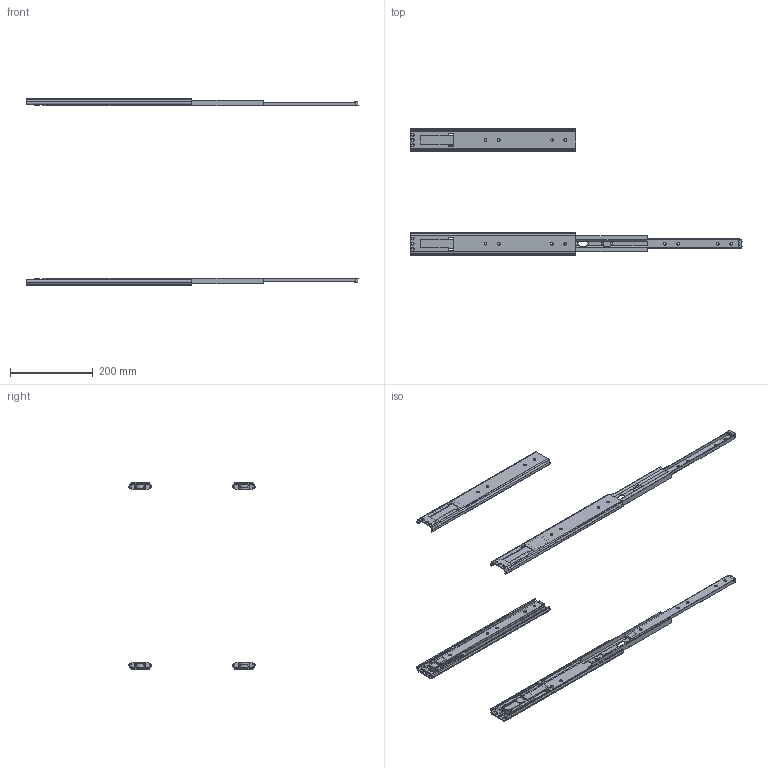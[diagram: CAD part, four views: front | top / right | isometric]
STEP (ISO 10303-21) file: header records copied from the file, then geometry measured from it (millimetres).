
FILE_DESCRIPTION((''),'2;1');
FILE_NAME('5417-0040EC.stp','2013-11-21T14:03:43',('kchown'),(''),'Autodesk Inventor 2012','Autodesk Inventor 2012','');
FILE_SCHEMA(('AUTOMOTIVE_DESIGN { 1 0 10303 214 1 1 1 1 }'));
Length unit declared in the file: millimetre
Products named in the file (5): 5417-0040EC; 5417-0040EC Outer Member open position; 5417-0040EC Inter; 5417-0040EC Inner Member; 5417-0040EC Outer Member closed position
Assembly tree (12 placements, depth 2):
  5417-0040EC
    5417-0040EC Outer Member open position  x2
    5417-0040EC Inter  x4
    5417-0040EC Inner Member  x4
    5417-0040EC Outer Member closed position  x2
Bounding box: 800.06 x 303.96 x 450 mm (x, y, z)
Volume: 581374.8 mm3; surface area: 516123.1 mm2
Topology: 12 solids, 12 shells, 932 faces, 2800 edges, 1852 vertices
Faces by surface type: plane 750, cylinder 182
Full cylindrical faces by diameter (mm): 6.6 x48
Entity records: 13056 total; most frequent: CARTESIAN_POINT 2250, ORIENTED_EDGE 2220, DIRECTION 2108, EDGE_CURVE 1110, VECTOR 916, LINE 916, VERTEX_POINT 738, AXIS2_PLACEMENT_3D 596
